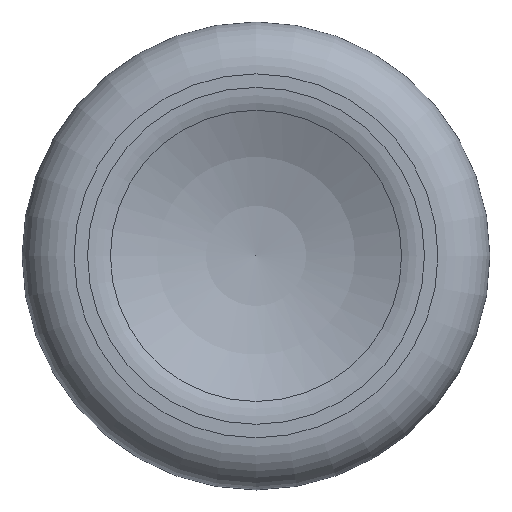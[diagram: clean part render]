
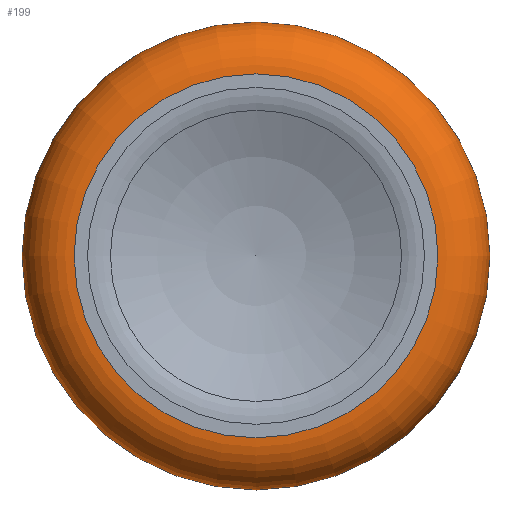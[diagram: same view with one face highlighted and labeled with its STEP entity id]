
A CAD part, top view. The second image highlights one B-rep face of the part: STEP entity #199.
In plain terms, the highlighted toroidal (fillet/blend) face has major radius 7 mm and minor radius 2 mm.
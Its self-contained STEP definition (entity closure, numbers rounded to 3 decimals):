
#60=FACE_OUTER_BOUND('',#74,.T.);
#74=EDGE_LOOP('',(#153,#154,#155,#156,#157));
#90=CIRCLE('',#217,7.);
#92=CIRCLE('',#221,9.);
#93=CIRCLE('',#222,2.);
#94=CIRCLE('',#223,9.);
#101=VERTEX_POINT('',#312);
#103=VERTEX_POINT('',#318);
#104=VERTEX_POINT('',#319);
#120=EDGE_CURVE('',#101,#101,#90,.T.);
#122=EDGE_CURVE('',#103,#104,#92,.T.);
#123=EDGE_CURVE('',#104,#101,#93,.T.);
#124=EDGE_CURVE('',#104,#103,#94,.T.);
#153=ORIENTED_EDGE('',*,*,#122,.T.);
#154=ORIENTED_EDGE('',*,*,#123,.T.);
#155=ORIENTED_EDGE('',*,*,#120,.T.);
#156=ORIENTED_EDGE('',*,*,#123,.F.);
#157=ORIENTED_EDGE('',*,*,#124,.T.);
#195=TOROIDAL_SURFACE('',#220,7.,2.);
#199=ADVANCED_FACE('',(#60),#195,.T.);
#217=AXIS2_PLACEMENT_3D('',#313,#250,#251);
#220=AXIS2_PLACEMENT_3D('',#317,#256,#257);
#221=AXIS2_PLACEMENT_3D('',#320,#258,#259);
#222=AXIS2_PLACEMENT_3D('',#321,#260,#261);
#223=AXIS2_PLACEMENT_3D('',#322,#262,#263);
#250=DIRECTION('center_axis',(0.,0.,-1.));
#251=DIRECTION('ref_axis',(1.,0.,0.));
#256=DIRECTION('center_axis',(0.,0.,-1.));
#257=DIRECTION('ref_axis',(-1.,0.,0.));
#258=DIRECTION('center_axis',(0.,0.,1.));
#259=DIRECTION('ref_axis',(1.,0.,0.));
#260=DIRECTION('center_axis',(0.,-1.,0.));
#261=DIRECTION('ref_axis',(1.,0.,0.));
#262=DIRECTION('center_axis',(0.,0.,1.));
#263=DIRECTION('ref_axis',(1.,0.,0.));
#312=CARTESIAN_POINT('',(7.,0.,7.5));
#313=CARTESIAN_POINT('Origin',(0.,0.,7.5));
#317=CARTESIAN_POINT('Origin',(0.,0.,5.5));
#318=CARTESIAN_POINT('',(-9.,0.,5.5));
#319=CARTESIAN_POINT('',(9.,0.,5.5));
#320=CARTESIAN_POINT('Origin',(0.,0.,5.5));
#321=CARTESIAN_POINT('Origin',(7.,0.,5.5));
#322=CARTESIAN_POINT('Origin',(0.,0.,5.5));
